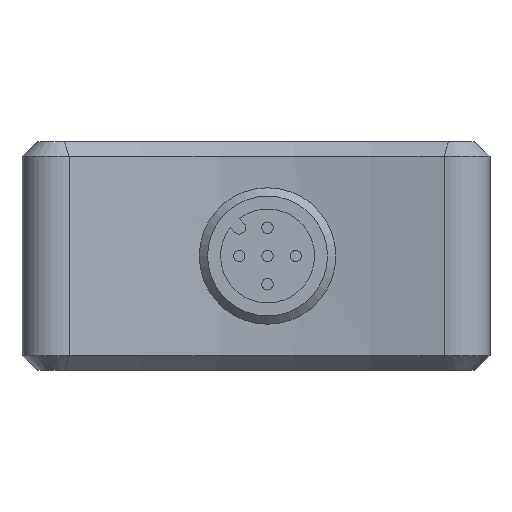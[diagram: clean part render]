
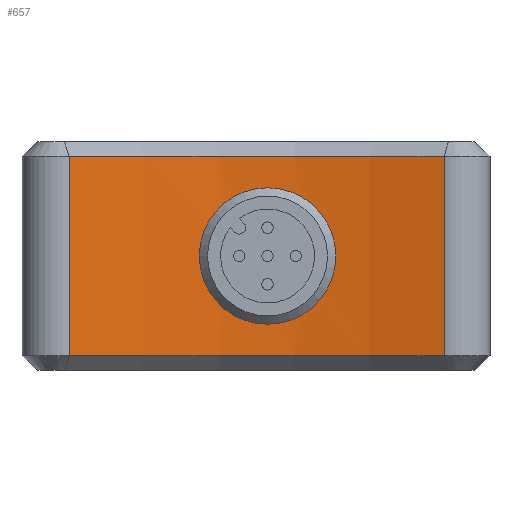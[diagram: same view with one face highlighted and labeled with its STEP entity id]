
A CAD part, left-side view. The second image highlights one B-rep face of the part: STEP entity #657.
In plain terms, the highlighted cylindrical face has radius 56.769 mm (diameter 113.538 mm), a partial arc.
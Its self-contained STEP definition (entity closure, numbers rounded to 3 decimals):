
#45=B_SPLINE_CURVE_WITH_KNOTS('',3,(#1065,#1066,#1067,#1068,#1069,#1070,
#1071,#1072,#1073,#1074,#1075),.UNSPECIFIED.,.T.,.F.,(1,1,1,1,1,1,1,1,1,
1,1,1,1,1,1),(-0.009,-0.006,-0.003,
0.,0.003,0.006,0.009,0.013,
0.016,0.019,0.022,0.025,
0.028,0.031,0.034),.UNSPECIFIED.);
#48=LINE('',#1060,#86);
#49=LINE('',#1064,#87);
#86=VECTOR('',#825,1000.);
#87=VECTOR('',#828,1000.);
#124=ORIENTED_EDGE('',*,*,#300,.F.);
#125=ORIENTED_EDGE('',*,*,#301,.F.);
#126=ORIENTED_EDGE('',*,*,#302,.T.);
#127=ORIENTED_EDGE('',*,*,#303,.T.);
#128=ORIENTED_EDGE('',*,*,#304,.T.);
#300=EDGE_CURVE('',#388,#389,#448,.T.);
#301=EDGE_CURVE('',#390,#388,#48,.T.);
#302=EDGE_CURVE('',#390,#391,#449,.T.);
#303=EDGE_CURVE('',#391,#389,#49,.T.);
#304=EDGE_CURVE('',#392,#392,#45,.T.);
#388=VERTEX_POINT('',#1058);
#389=VERTEX_POINT('',#1059);
#390=VERTEX_POINT('',#1061);
#391=VERTEX_POINT('',#1063);
#392=VERTEX_POINT('',#1076);
#448=CIRCLE('',#722,56.769);
#449=CIRCLE('',#723,56.769);
#495=EDGE_LOOP('',(#124,#125,#126,#127));
#496=EDGE_LOOP('',(#128));
#567=FACE_BOUND('',#495,.T.);
#568=FACE_BOUND('',#496,.T.);
#639=CYLINDRICAL_SURFACE('',#721,56.769);
#657=ADVANCED_FACE('',(#567,#568),#639,.F.);
#721=AXIS2_PLACEMENT_3D('',#1056,#821,#822);
#722=AXIS2_PLACEMENT_3D('',#1057,#823,#824);
#723=AXIS2_PLACEMENT_3D('',#1062,#826,#827);
#821=DIRECTION('',(0.,0.,1.));
#822=DIRECTION('',(1.,0.,0.));
#823=DIRECTION('',(0.,0.,-1.));
#824=DIRECTION('',(-1.,0.,0.));
#825=DIRECTION('',(0.,0.,1.));
#826=DIRECTION('',(0.,0.,-1.));
#827=DIRECTION('',(-1.,0.,0.));
#828=DIRECTION('',(0.,0.,1.));
#1056=CARTESIAN_POINT('',(-44.732,19.558,1.285));
#1057=CARTESIAN_POINT('',(-44.732,19.558,18.785));
#1058=CARTESIAN_POINT('',(9.29,37.004,18.785));
#1059=CARTESIAN_POINT('',(9.874,4.037,18.785));
#1060=CARTESIAN_POINT('',(9.29,37.004,1.285));
#1061=CARTESIAN_POINT('',(9.29,37.004,1.285));
#1062=CARTESIAN_POINT('',(-44.732,19.558,1.285));
#1063=CARTESIAN_POINT('',(9.874,4.037,1.285));
#1064=CARTESIAN_POINT('',(9.874,4.037,1.285));
#1065=CARTESIAN_POINT('',(11.966,22.696,13.167));
#1066=CARTESIAN_POINT('',(12.072,19.557,14.469));
#1067=CARTESIAN_POINT('',(11.966,16.423,13.168));
#1068=CARTESIAN_POINT('',(11.861,15.126,10.038));
#1069=CARTESIAN_POINT('',(11.966,16.422,6.902));
#1070=CARTESIAN_POINT('',(12.072,19.557,5.603));
#1071=CARTESIAN_POINT('',(11.967,22.688,6.897));
#1072=CARTESIAN_POINT('',(11.861,23.991,10.03));
#1073=CARTESIAN_POINT('',(11.966,22.696,13.167));
#1074=CARTESIAN_POINT('',(12.072,19.557,14.469));
#1075=CARTESIAN_POINT('',(11.966,16.423,13.168));
#1076=CARTESIAN_POINT('',(12.037,19.558,14.035));
